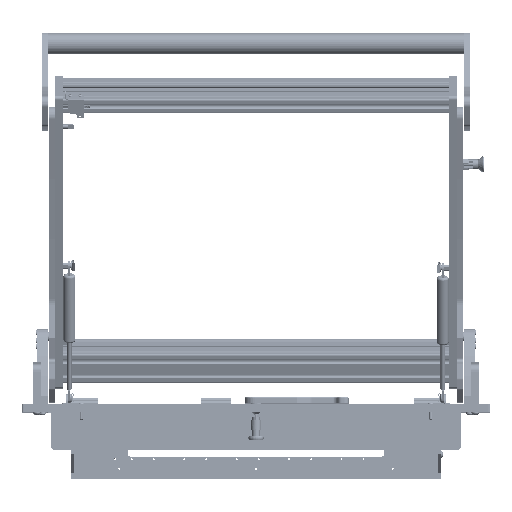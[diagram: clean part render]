
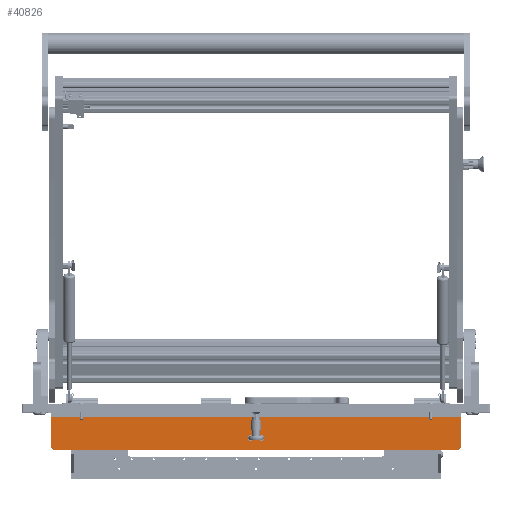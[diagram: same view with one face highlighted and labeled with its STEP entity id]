
A CAD part, top view. The second image highlights one B-rep face of the part: STEP entity #40826.
In plain terms, the highlighted face is planar.
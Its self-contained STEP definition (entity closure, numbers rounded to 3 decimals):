
#1090 = ORIENTED_EDGE ( 'NONE', *, *, #78858, .F. ) ;
#1972 = VECTOR ( 'NONE', #80204, 1000. ) ;
#2809 = ORIENTED_EDGE ( 'NONE', *, *, #15727, .F. ) ;
#3493 = ORIENTED_EDGE ( 'NONE', *, *, #56846, .T. ) ;
#3965 = CARTESIAN_POINT ( 'NONE',  ( -6., -50., -267. ) ) ;
#5918 = CARTESIAN_POINT ( 'NONE',  ( -6., -47., -270. ) ) ;
#9210 = ORIENTED_EDGE ( 'NONE', *, *, #24490, .T. ) ;
#9649 = CARTESIAN_POINT ( 'NONE',  ( -6., -6., -270. ) ) ;
#10503 = CARTESIAN_POINT ( 'NONE',  ( -6., -50., -267. ) ) ;
#10659 = VECTOR ( 'NONE', #67806, 1000. ) ;
#11077 = ORIENTED_EDGE ( 'NONE', *, *, #19152, .T. ) ;
#11908 = DIRECTION ( 'NONE',  ( 0., 1., 0. ) ) ;
#14114 = AXIS2_PLACEMENT_3D ( 'NONE', #73148, #54251, #73573 ) ;
#14914 = CIRCLE ( 'NONE', #47069, 1.7 ) ;
#15727 = EDGE_CURVE ( 'NONE', #16417, #74880, #54262, .T. ) ;
#16417 = VERTEX_POINT ( 'NONE', #27938 ) ;
#16852 = DIRECTION ( 'NONE',  ( 0., 0., -1. ) ) ;
#17556 = CARTESIAN_POINT ( 'NONE',  ( -6., -6., 270. ) ) ;
#17617 = CARTESIAN_POINT ( 'NONE',  ( -6., -6., 270. ) ) ;
#19152 = EDGE_CURVE ( 'NONE', #48256, #77059, #39621, .T. ) ;
#19657 = DIRECTION ( 'NONE',  ( 1., 0., 0. ) ) ;
#20085 = DIRECTION ( 'NONE',  ( 0., 1., 0. ) ) ;
#21024 = CARTESIAN_POINT ( 'NONE',  ( -6., -34., -8.7 ) ) ;
#22171 = FACE_OUTER_BOUND ( 'NONE', #32383, .T. ) ;
#24490 = EDGE_CURVE ( 'NONE', #77059, #48256, #14914, .T. ) ;
#24840 = CIRCLE ( 'NONE', #14114, 1.7 ) ;
#24906 = CARTESIAN_POINT ( 'NONE',  ( -6., -34., 8.7 ) ) ;
#24923 = AXIS2_PLACEMENT_3D ( 'NONE', #76185, #69865, #11908 ) ;
#25465 = VERTEX_POINT ( 'NONE', #5918 ) ;
#25517 = CARTESIAN_POINT ( 'NONE',  ( -6., -34., -7. ) ) ;
#27938 = CARTESIAN_POINT ( 'NONE',  ( -6., -50., 267. ) ) ;
#28400 = CARTESIAN_POINT ( 'NONE',  ( -6., -34., 5.3 ) ) ;
#32383 = EDGE_LOOP ( 'NONE', ( #2809, #57939, #1090, #3493, #49615, #34811 ) ) ;
#33598 = CARTESIAN_POINT ( 'NONE',  ( -6., -6., 270. ) ) ;
#34811 = ORIENTED_EDGE ( 'NONE', *, *, #53929, .T. ) ;
#35154 = DIRECTION ( 'NONE',  ( 1., 0., 0. ) ) ;
#35523 = DIRECTION ( 'NONE',  ( 1., 0., 0. ) ) ;
#35958 = FACE_BOUND ( 'NONE', #49728, .T. ) ;
#36815 = DIRECTION ( 'NONE',  ( 0., 0., -1. ) ) ;
#36878 = LINE ( 'NONE', #75576, #60643 ) ;
#36976 = VERTEX_POINT ( 'NONE', #28400 ) ;
#38656 = LINE ( 'NONE', #3965, #10659 ) ;
#39621 = CIRCLE ( 'NONE', #24923, 1.7 ) ;
#40826 = ADVANCED_FACE ( 'NONE', ( #80518, #35958, #22171 ), #66699, .F. ) ;
#41107 = LINE ( 'NONE', #9649, #1972 ) ;
#44186 = VERTEX_POINT ( 'NONE', #33598 ) ;
#44604 = VECTOR ( 'NONE', #36815, 1000. ) ;
#45253 = DIRECTION ( 'NONE',  ( 0., 1., 0. ) ) ;
#45347 = CARTESIAN_POINT ( 'NONE',  ( -6., -47., 270. ) ) ;
#47069 = AXIS2_PLACEMENT_3D ( 'NONE', #25517, #19657, #20085 ) ;
#48256 = VERTEX_POINT ( 'NONE', #64085 ) ;
#48517 = VERTEX_POINT ( 'NONE', #24906 ) ;
#49615 = ORIENTED_EDGE ( 'NONE', *, *, #66149, .T. ) ;
#49728 = EDGE_LOOP ( 'NONE', ( #9210, #11077 ) ) ;
#50005 = VERTEX_POINT ( 'NONE', #45347 ) ;
#50783 = DIRECTION ( 'NONE',  ( 0., -1., 0. ) ) ;
#53204 = VECTOR ( 'NONE', #16852, 1000. ) ;
#53929 = EDGE_CURVE ( 'NONE', #25465, #74880, #38656, .T. ) ;
#54251 = DIRECTION ( 'NONE',  ( 1., 0., 0. ) ) ;
#54262 = LINE ( 'NONE', #54691, #53204 ) ;
#54691 = CARTESIAN_POINT ( 'NONE',  ( -6., -50., 270. ) ) ;
#55408 = AXIS2_PLACEMENT_3D ( 'NONE', #57502, #35154, #45253 ) ;
#55824 = CARTESIAN_POINT ( 'NONE',  ( -6., -6., -270. ) ) ;
#56224 = LINE ( 'NONE', #17556, #44604 ) ;
#56846 = EDGE_CURVE ( 'NONE', #44186, #62483, #56224, .T. ) ;
#57502 = CARTESIAN_POINT ( 'NONE',  ( -6., -34., 7. ) ) ;
#57939 = ORIENTED_EDGE ( 'NONE', *, *, #78882, .T. ) ;
#58123 = EDGE_CURVE ( 'NONE', #36976, #48517, #71502, .T. ) ;
#59497 = AXIS2_PLACEMENT_3D ( 'NONE', #61636, #35523, #60394 ) ;
#60394 = DIRECTION ( 'NONE',  ( 0., 1., 0. ) ) ;
#60643 = VECTOR ( 'NONE', #76458, 1000. ) ;
#61636 = CARTESIAN_POINT ( 'NONE',  ( -6., -6., 270. ) ) ;
#62483 = VERTEX_POINT ( 'NONE', #55824 ) ;
#64085 = CARTESIAN_POINT ( 'NONE',  ( -6., -34., -5.3 ) ) ;
#64693 = VECTOR ( 'NONE', #50783, 1000. ) ;
#66149 = EDGE_CURVE ( 'NONE', #62483, #25465, #41107, .T. ) ;
#66699 = PLANE ( 'NONE',  #59497 ) ;
#67806 = DIRECTION ( 'NONE',  ( 0., -0.707, 0.707 ) ) ;
#69690 = ORIENTED_EDGE ( 'NONE', *, *, #76606, .T. ) ;
#69865 = DIRECTION ( 'NONE',  ( 1., 0., 0. ) ) ;
#71502 = CIRCLE ( 'NONE', #55408, 1.7 ) ;
#73148 = CARTESIAN_POINT ( 'NONE',  ( -6., -34., 7. ) ) ;
#73573 = DIRECTION ( 'NONE',  ( 0., 1., 0. ) ) ;
#74255 = EDGE_LOOP ( 'NONE', ( #79075, #69690 ) ) ;
#74880 = VERTEX_POINT ( 'NONE', #10503 ) ;
#75576 = CARTESIAN_POINT ( 'NONE',  ( -6., -47., 270. ) ) ;
#76020 = LINE ( 'NONE', #17617, #64693 ) ;
#76185 = CARTESIAN_POINT ( 'NONE',  ( -6., -34., -7. ) ) ;
#76458 = DIRECTION ( 'NONE',  ( 0., 0.707, 0.707 ) ) ;
#76606 = EDGE_CURVE ( 'NONE', #48517, #36976, #24840, .T. ) ;
#77059 = VERTEX_POINT ( 'NONE', #21024 ) ;
#78858 = EDGE_CURVE ( 'NONE', #44186, #50005, #76020, .T. ) ;
#78882 = EDGE_CURVE ( 'NONE', #16417, #50005, #36878, .T. ) ;
#79075 = ORIENTED_EDGE ( 'NONE', *, *, #58123, .T. ) ;
#80204 = DIRECTION ( 'NONE',  ( 0., -1., 0. ) ) ;
#80518 = FACE_BOUND ( 'NONE', #74255, .T. ) ;
